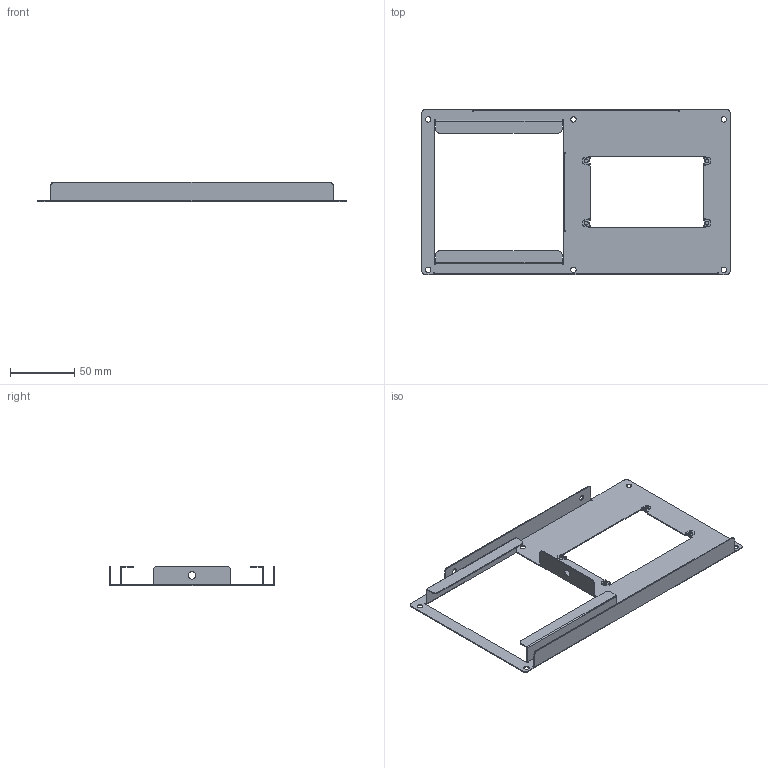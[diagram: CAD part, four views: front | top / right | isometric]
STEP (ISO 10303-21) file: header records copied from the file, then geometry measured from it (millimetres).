
FILE_DESCRIPTION(/* description */ ('Unknown'),/* implementation_level */ '2;1');
FILE_NAME(/* name */ 'omega-front-plane v14_alinox',/* time_stamp */ '2021-06-01T09:18:19+02:00',/* author */ ('Unknown'),/* organization */ ('Unknown'),/* preprocessor_version */ 'ST-DEVELOPER v16.7',/* originating_system */ 'Solid Edge',/* authorisation */ 'Unknown');
FILE_SCHEMA (('AUTOMOTIVE_DESIGN {1 0 10303 214 3 1 1}'));
Length unit declared in the file: millimetre
Products named in the file (1): omega-front-plane v14
Bounding box: 240 x 129 x 15 mm (x, y, z)
Volume: 20516.4 mm3; surface area: 52831.7 mm2
Topology: 1 solids, 1 shells, 214 faces, 660 edges, 440 vertices
Faces by surface type: plane 124, cylinder 90
Full cylindrical faces by diameter (mm): 3 x4, 4.25 x9, 6 x1
Entity records: 7424 total; most frequent: CARTESIAN_POINT 1301, ORIENTED_EDGE 1292, DIRECTION 1256, EDGE_CURVE 646, LINE 466, VECTOR 466, VERTEX_POINT 440, AXIS2_PLACEMENT_3D 395
